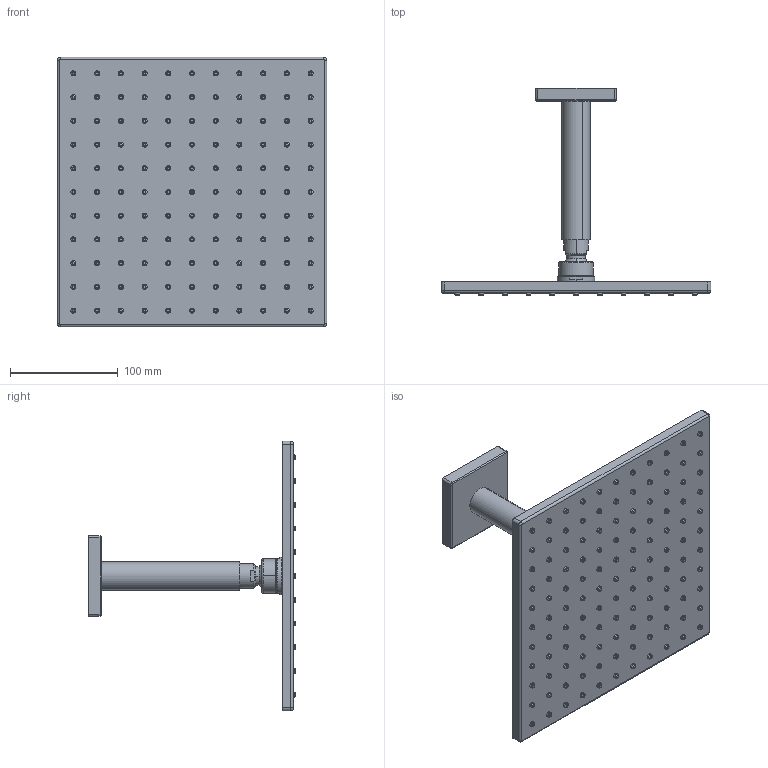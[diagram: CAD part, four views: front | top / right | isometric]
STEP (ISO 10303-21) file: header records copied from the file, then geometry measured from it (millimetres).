
FILE_DESCRIPTION (( 'STEP AP203' ), '1' );
FILE_NAME ('04190340.STEP', '2019-01-14T06:27:42', ( '' ), ( '' ), 'SwSTEP 2.0', 'SolidWorks 2016', '' );
FILE_SCHEMA (( 'CONFIG_CONTROL_DESIGN' ));
Length unit declared in the file: millimetre
Products named in the file (1): 04190340
Bounding box: 250 x 192.6 x 250 mm (x, y, z)
Volume: 799106.6 mm3; surface area: 166310.8 mm2
Topology: 1 solids, 1 shells, 927 faces, 2369 edges, 1571 vertices
Faces by surface type: bspline 510, cone 244, plane 145, cylinder 28
Entity records: 67066 total; most frequent: CARTESIAN_POINT 49279, ORIENTED_EDGE 4738, EDGE_CURVE 2369, B_SPLINE_CURVE_WITH_KNOTS 1778, DIRECTION 1700, VERTEX_POINT 1571, EDGE_LOOP 1054, FACE_OUTER_BOUND 927
